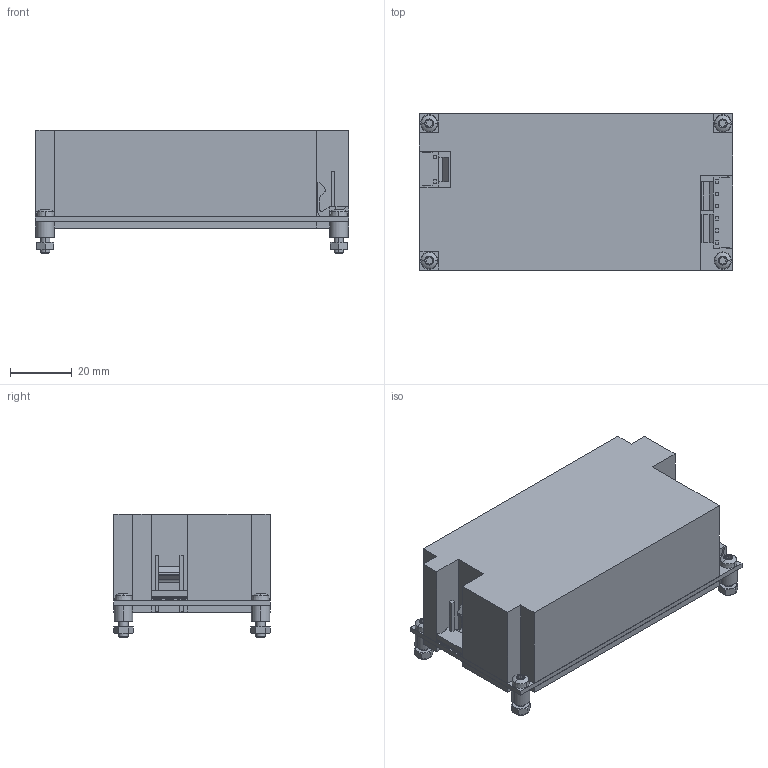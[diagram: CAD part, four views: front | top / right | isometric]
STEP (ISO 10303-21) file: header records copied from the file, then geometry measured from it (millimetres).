
FILE_DESCRIPTION((''),'2;1');
FILE_NAME('PWS_TRACO_TOP100.stp','2012-08-21T10:37:49',(''),(''),'Mechanical Desktop 2011','Mechanical Desktop 2011',', , ');
FILE_SCHEMA(('AUTOMOTIVE_DESIGN { 1 2 10303 214 1 1 1 1 }'));
Length unit declared in the file: millimetre
Products named in the file (1): Product
Bounding box: 101.6 x 50.85 x 40.2 mm (x, y, z)
Volume: 149648.4 mm3; surface area: 43195.8 mm2
Topology: 33 solids, 33 shells, 522 faces, 1253 edges, 802 vertices
Faces by surface type: plane 205, cone 104, cylinder 103, bspline 102, sphere 8
Entity records: 15497 total; most frequent: CARTESIAN_POINT 3708, ORIENTED_EDGE 2506, DIRECTION 2237, EDGE_CURVE 1253, VECTOR 807, LINE 807, VERTEX_POINT 802, AXIS2_PLACEMENT_3D 715
